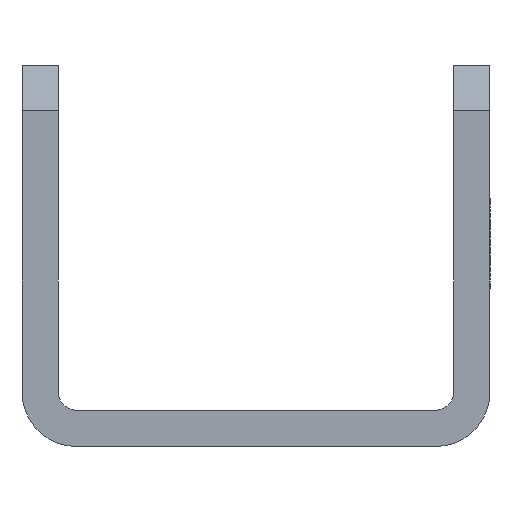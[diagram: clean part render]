
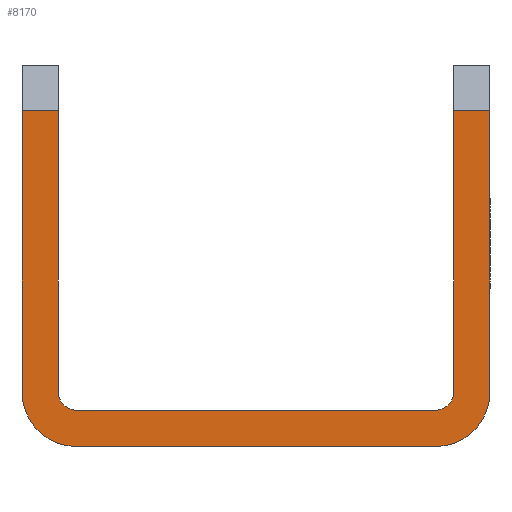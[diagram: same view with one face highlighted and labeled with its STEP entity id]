
A CAD part, left-side view. The second image highlights one B-rep face of the part: STEP entity #8170.
In plain terms, the highlighted planar face has unit normal (-1, 0, 0).
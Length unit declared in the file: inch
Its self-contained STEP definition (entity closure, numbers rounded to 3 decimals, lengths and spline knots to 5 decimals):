
#7196=CARTESIAN_POINT('',(-18.6875,-0.775,1.1116));
#7197=VERTEX_POINT('',#7196);
#7204=CARTESIAN_POINT('',(-18.6875,-0.775,0.18));
#7205=VERTEX_POINT('',#7204);
#7206=CARTESIAN_POINT('',(-18.6875,-0.775,1.1116));
#7207=DIRECTION('',(0.0,0.0,-1.0));
#7208=VECTOR('',#7207,0.9316);
#7209=LINE('',#7206,#7208);
#7210=EDGE_CURVE('',#7197,#7205,#7209,.T.);
#7661=CARTESIAN_POINT('',(-18.6875,0.775,0.18));
#7662=VERTEX_POINT('',#7661);
#7669=CARTESIAN_POINT('',(-18.6875,0.775,1.1116));
#7670=VERTEX_POINT('',#7669);
#7671=CARTESIAN_POINT('',(-18.6875,0.775,0.18));
#7672=DIRECTION('',(0.0,0.0,1.0));
#7673=VECTOR('',#7672,0.9316);
#7674=LINE('',#7671,#7673);
#7675=EDGE_CURVE('',#7662,#7670,#7674,.T.);
#8071=CARTESIAN_POINT('',(-18.6875,-0.655,1.1116));
#8072=VERTEX_POINT('',#8071);
#8079=CARTESIAN_POINT('',(-18.6875,-0.655,1.1116));
#8080=DIRECTION('',(0.0,-1.0,0.0));
#8081=VECTOR('',#8080,0.12);
#8082=LINE('',#8079,#8081);
#8083=EDGE_CURVE('',#8072,#7197,#8082,.T.);
#8088=CARTESIAN_POINT('',(-18.6875,-0.775,1.2616));
#8089=DIRECTION('',(-1.0,0.0,0.0));
#8090=DIRECTION('',(0.0,0.0,1.0));
#8091=AXIS2_PLACEMENT_3D('',#8088,#8089,#8090);
#8092=PLANE('',#8091);
#8093=ORIENTED_EDGE('',*,*,#8083,.F.);
#8094=CARTESIAN_POINT('',(-18.6875,-0.655,0.18));
#8095=VERTEX_POINT('',#8094);
#8096=CARTESIAN_POINT('',(-18.6875,-0.655,1.1116));
#8097=DIRECTION('',(0.0,0.0,-1.0));
#8098=VECTOR('',#8097,0.9316);
#8099=LINE('',#8096,#8098);
#8100=EDGE_CURVE('',#8072,#8095,#8099,.T.);
#8101=ORIENTED_EDGE('',*,*,#8100,.T.);
#8102=CARTESIAN_POINT('',(-18.6875,-0.595,0.12));
#8103=VERTEX_POINT('',#8102);
#8104=CARTESIAN_POINT('',(-18.6875,-0.595,0.18));
#8105=DIRECTION('',(-1.0,0.0,0.0));
#8106=DIRECTION('',(0.0,0.0,-1.0));
#8107=AXIS2_PLACEMENT_3D('',#8104,#8105,#8106);
#8108=CIRCLE('',#8107,0.06);
#8109=EDGE_CURVE('',#8103,#8095,#8108,.T.);
#8110=ORIENTED_EDGE('',*,*,#8109,.F.);
#8111=CARTESIAN_POINT('',(-18.6875,0.595,0.12));
#8112=VERTEX_POINT('',#8111);
#8113=CARTESIAN_POINT('',(-18.6875,-0.595,0.12));
#8114=DIRECTION('',(0.0,1.0,0.0));
#8115=VECTOR('',#8114,1.19);
#8116=LINE('',#8113,#8115);
#8117=EDGE_CURVE('',#8103,#8112,#8116,.T.);
#8118=ORIENTED_EDGE('',*,*,#8117,.T.);
#8119=CARTESIAN_POINT('',(-18.6875,0.655,0.18));
#8120=VERTEX_POINT('',#8119);
#8121=CARTESIAN_POINT('',(-18.6875,0.595,0.18));
#8122=DIRECTION('',(1.0,0.0,0.0));
#8123=DIRECTION('',(0.0,0.0,-1.0));
#8124=AXIS2_PLACEMENT_3D('',#8121,#8122,#8123);
#8125=CIRCLE('',#8124,0.06);
#8126=EDGE_CURVE('',#8112,#8120,#8125,.T.);
#8127=ORIENTED_EDGE('',*,*,#8126,.T.);
#8128=CARTESIAN_POINT('',(-18.6875,0.655,1.1116));
#8129=VERTEX_POINT('',#8128);
#8130=CARTESIAN_POINT('',(-18.6875,0.655,0.18));
#8131=DIRECTION('',(0.0,0.0,1.0));
#8132=VECTOR('',#8131,0.9316);
#8133=LINE('',#8130,#8132);
#8134=EDGE_CURVE('',#8120,#8129,#8133,.T.);
#8135=ORIENTED_EDGE('',*,*,#8134,.T.);
#8136=CARTESIAN_POINT('',(-18.6875,0.775,1.1116));
#8137=DIRECTION('',(0.0,-1.0,0.0));
#8138=VECTOR('',#8137,0.12);
#8139=LINE('',#8136,#8138);
#8140=EDGE_CURVE('',#7670,#8129,#8139,.T.);
#8141=ORIENTED_EDGE('',*,*,#8140,.F.);
#8142=ORIENTED_EDGE('',*,*,#7675,.F.);
#8143=CARTESIAN_POINT('',(-18.6875,0.595,0.0));
#8144=VERTEX_POINT('',#8143);
#8145=CARTESIAN_POINT('',(-18.6875,0.595,0.18));
#8146=DIRECTION('',(1.0,0.0,0.0));
#8147=DIRECTION('',(0.0,0.0,-1.0));
#8148=AXIS2_PLACEMENT_3D('',#8145,#8146,#8147);
#8149=CIRCLE('',#8148,0.18);
#8150=EDGE_CURVE('',#8144,#7662,#8149,.T.);
#8151=ORIENTED_EDGE('',*,*,#8150,.F.);
#8152=CARTESIAN_POINT('',(-18.6875,-0.595,0.0));
#8153=VERTEX_POINT('',#8152);
#8154=CARTESIAN_POINT('',(-18.6875,-0.595,0.0));
#8155=DIRECTION('',(0.0,1.0,0.0));
#8156=VECTOR('',#8155,1.19);
#8157=LINE('',#8154,#8156);
#8158=EDGE_CURVE('',#8153,#8144,#8157,.T.);
#8159=ORIENTED_EDGE('',*,*,#8158,.F.);
#8160=CARTESIAN_POINT('',(-18.6875,-0.595,0.18));
#8161=DIRECTION('',(-1.0,0.0,0.0));
#8162=DIRECTION('',(0.0,0.0,-1.0));
#8163=AXIS2_PLACEMENT_3D('',#8160,#8161,#8162);
#8164=CIRCLE('',#8163,0.18);
#8165=EDGE_CURVE('',#8153,#7205,#8164,.T.);
#8166=ORIENTED_EDGE('',*,*,#8165,.T.);
#8167=ORIENTED_EDGE('',*,*,#7210,.F.);
#8168=EDGE_LOOP('',(#8093,#8101,#8110,#8118,#8127,#8135,#8141,#8142,#8151,#8159,#8166,#8167));
#8169=FACE_OUTER_BOUND('',#8168,.T.);
#8170=ADVANCED_FACE('',(#8169),#8092,.T.);
